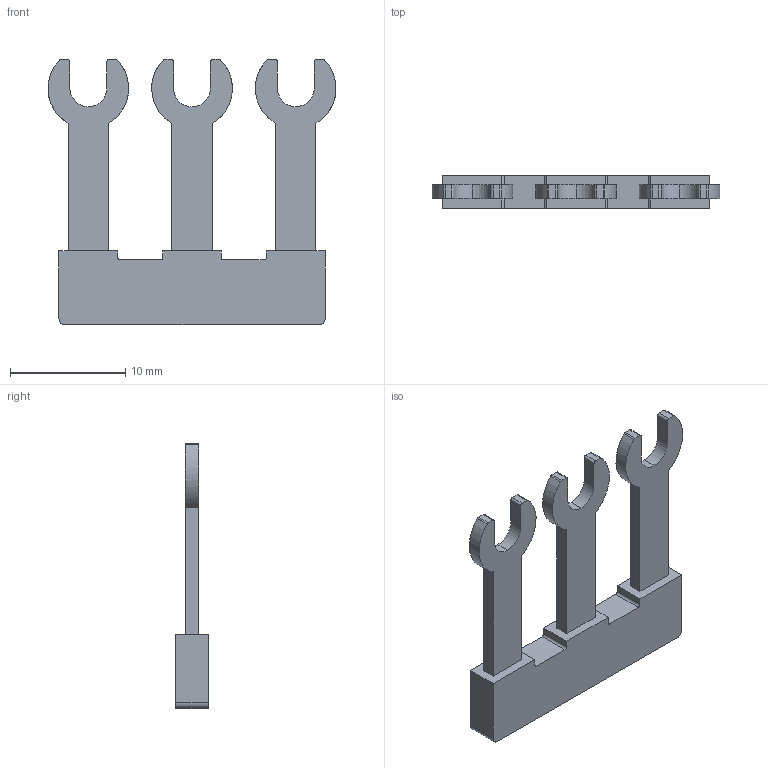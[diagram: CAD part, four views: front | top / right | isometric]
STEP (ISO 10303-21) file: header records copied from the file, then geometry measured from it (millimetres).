
FILE_DESCRIPTION(('CATIA V5 STEP Exchange','CAx-IF Rec.Pracs.--- Model Styling and Organization---1.4--- 2014-01-23'),'2;1');
FILE_NAME ('D1463474_0', '2020-07-28T06:18:19+00:00', ('none'), ('Weidmueller'), 'CATIA Version 5-6 Release 2016 SP3 HF44', 'CATIA V5 STEP AP214', 'none');
FILE_SCHEMA(('AUTOMOTIVE_DESIGN { 1 0 10303 214 1 1 1 1 }'));
Length unit declared in the file: millimetre
Products named in the file (1): 2615200000
Bounding box: 24.99 x 2.8 x 23 mm (x, y, z)
Volume: 614.8 mm3; surface area: 999.5 mm2
Topology: 4 solids, 4 shells, 71 faces, 189 edges, 126 vertices
Faces by surface type: plane 41, cylinder 30
Entity records: 2493 total; most frequent: CARTESIAN_POINT 768, ORIENTED_EDGE 378, DIRECTION 293, EDGE_CURVE 189, VECTOR 129, LINE 129, VERTEX_POINT 126, AXIS2_PLACEMENT_3D 96
